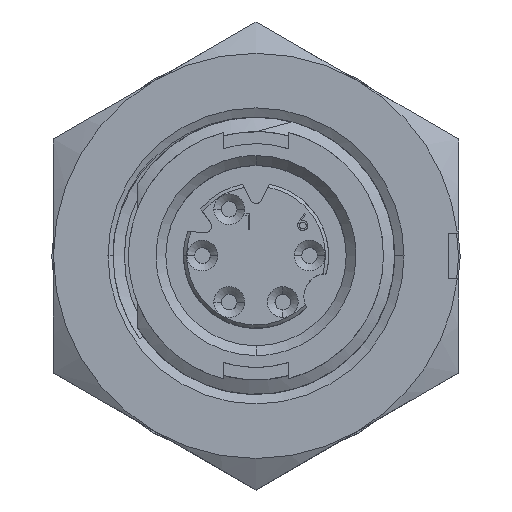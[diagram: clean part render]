
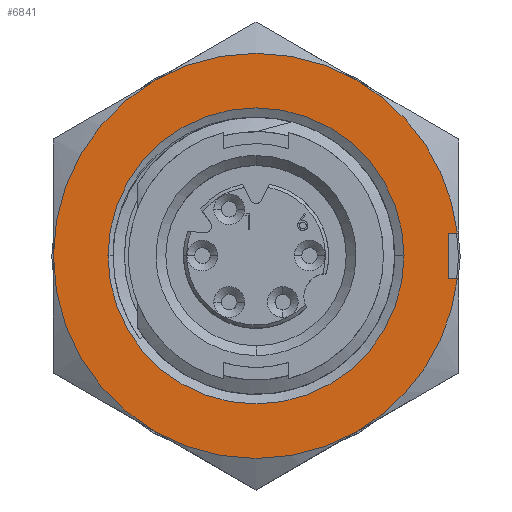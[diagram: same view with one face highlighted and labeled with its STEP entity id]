
A CAD part, top view. The second image highlights one B-rep face of the part: STEP entity #6841.
In plain terms, the highlighted planar face has unit normal (0, 0, 1).
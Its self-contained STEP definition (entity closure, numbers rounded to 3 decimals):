
#495 = CIRCLE ( 'NONE', #23287, 7.874 ) ;
#496 = CIRCLE ( 'NONE', #23289, 7.874 ) ;
#498 = CIRCLE ( 'NONE', #23298, 7.874 ) ;
#499 = CIRCLE ( 'NONE', #23302, 7.874 ) ;
#502 = CIRCLE ( 'NONE', #23316, 5.753 ) ;
#505 = CIRCLE ( 'NONE', #23325, 5.753 ) ;
#507 = CIRCLE ( 'NONE', #23344, 7.874 ) ;
#508 = CIRCLE ( 'NONE', #23336, 7.874 ) ;
#2039 = ORIENTED_EDGE ( 'NONE', *, *, #6412, .F. ) ;
#2041 = ORIENTED_EDGE ( 'NONE', *, *, #6415, .T. ) ;
#2117 = ORIENTED_EDGE ( 'NONE', *, *, #6438, .F. ) ;
#2124 = ORIENTED_EDGE ( 'NONE', *, *, #6511, .T. ) ;
#2163 = ORIENTED_EDGE ( 'NONE', *, *, #6529, .F. ) ;
#2165 = ORIENTED_EDGE ( 'NONE', *, *, #6533, .F. ) ;
#2206 = ORIENTED_EDGE ( 'NONE', *, *, #6454, .F. ) ;
#2217 = ORIENTED_EDGE ( 'NONE', *, *, #6424, .T. ) ;
#2230 = ORIENTED_EDGE ( 'NONE', *, *, #6404, .F. ) ;
#2331 = ORIENTED_EDGE ( 'NONE', *, *, #6477, .F. ) ;
#2378 = ORIENTED_EDGE ( 'NONE', *, *, #6499, .F. ) ;
#3650 = EDGE_LOOP ( 'NONE', ( #2217, #2124, #2039, #2163, #2230, #2117, #2206, #2165, #2041 ) ) ;
#3759 = EDGE_LOOP ( 'NONE', ( #2331, #2378 ) ) ;
#3894 = VERTEX_POINT ( 'NONE', #13216 ) ;
#3898 = VERTEX_POINT ( 'NONE', #13219 ) ;
#3900 = VERTEX_POINT ( 'NONE', #13221 ) ;
#3901 = VERTEX_POINT ( 'NONE', #13222 ) ;
#3902 = VERTEX_POINT ( 'NONE', #13223 ) ;
#3905 = VERTEX_POINT ( 'NONE', #13226 ) ;
#3906 = VERTEX_POINT ( 'NONE', #13227 ) ;
#3916 = VERTEX_POINT ( 'NONE', #13237 ) ;
#3920 = VERTEX_POINT ( 'NONE', #13241 ) ;
#6285 = VERTEX_POINT ( 'NONE', #15215 ) ;
#6390 = VERTEX_POINT ( 'NONE', #15243 ) ;
#6404 = EDGE_CURVE ( 'NONE', #3916, #3902, #495, .T. ) ;
#6412 = EDGE_CURVE ( 'NONE', #3905, #3894, #496, .T. ) ;
#6415 = EDGE_CURVE ( 'NONE', #3900, #3906, #15385, .T. ) ;
#6424 = EDGE_CURVE ( 'NONE', #3906, #3901, #15603, .T. ) ;
#6438 = EDGE_CURVE ( 'NONE', #3920, #3916, #498, .T. ) ;
#6454 = EDGE_CURVE ( 'NONE', #3898, #3920, #499, .T. ) ;
#6477 = EDGE_CURVE ( 'NONE', #6285, #6390, #502, .T. ) ;
#6499 = EDGE_CURVE ( 'NONE', #6390, #6285, #505, .T. ) ;
#6511 = EDGE_CURVE ( 'NONE', #3901, #3894, #16446, .T. ) ;
#6529 = EDGE_CURVE ( 'NONE', #3902, #3905, #507, .T. ) ;
#6533 = EDGE_CURVE ( 'NONE', #3900, #3898, #508, .T. ) ;
#6841 = ADVANCED_FACE ( 'NONE', ( #23424, #23426 ), #17295, .F. ) ;
#13216 = CARTESIAN_POINT ( 'NONE',  ( 7.824, 0.889, 8.016 ) ) ;
#13219 = CARTESIAN_POINT ( 'NONE',  ( 3.937, -6.819, 8.016 ) ) ;
#13221 = CARTESIAN_POINT ( 'NONE',  ( 7.824, -0.889, 8.016 ) ) ;
#13222 = CARTESIAN_POINT ( 'NONE',  ( 7.493, 0.889, 8.016 ) ) ;
#13223 = CARTESIAN_POINT ( 'NONE',  ( -3.937, 6.819, 8.016 ) ) ;
#13226 = CARTESIAN_POINT ( 'NONE',  ( 3.937, 6.819, 8.016 ) ) ;
#13227 = CARTESIAN_POINT ( 'NONE',  ( 7.493, -0.889, 8.016 ) ) ;
#13237 = CARTESIAN_POINT ( 'NONE',  ( -7.874, 0., 8.016 ) ) ;
#13241 = CARTESIAN_POINT ( 'NONE',  ( -3.937, -6.819, 8.016 ) ) ;
#15215 = CARTESIAN_POINT ( 'NONE',  ( 5.753, 0., 8.016 ) ) ;
#15243 = CARTESIAN_POINT ( 'NONE',  ( -5.753, 0., 8.016 ) ) ;
#15299 = CARTESIAN_POINT ( 'NONE',  ( 0., 0., 8.016 ) ) ;
#15303 = DIRECTION ( 'NONE',  ( 0., 0., -1. ) ) ;
#15304 = DIRECTION ( 'NONE',  ( -1., 0., 0. ) ) ;
#15372 = CARTESIAN_POINT ( 'NONE',  ( 0., 0., 8.016 ) ) ;
#15373 = DIRECTION ( 'NONE',  ( 0., 0., -1. ) ) ;
#15374 = DIRECTION ( 'NONE',  ( 0., 1., 0. ) ) ;
#15385 = LINE ( 'NONE', #15386, #23291 ) ;
#15386 = CARTESIAN_POINT ( 'NONE',  ( 8.938, -0.889, 8.016 ) ) ;
#15387 = DIRECTION ( 'NONE',  ( -1., 0., 0. ) ) ;
#15603 = LINE ( 'NONE', #15604, #23295 ) ;
#15604 = CARTESIAN_POINT ( 'NONE',  ( 7.493, 0.889, 8.016 ) ) ;
#15605 = DIRECTION ( 'NONE',  ( 0., 1., 0. ) ) ;
#15717 = CARTESIAN_POINT ( 'NONE',  ( 0., 0., 8.016 ) ) ;
#15724 = DIRECTION ( 'NONE',  ( 0., 0., -1. ) ) ;
#15725 = DIRECTION ( 'NONE',  ( -1., 0., 0. ) ) ;
#16044 = CARTESIAN_POINT ( 'NONE',  ( 0., 0., 8.016 ) ) ;
#16045 = DIRECTION ( 'NONE',  ( 0., 0., -1. ) ) ;
#16046 = DIRECTION ( 'NONE',  ( 0., 1., 0. ) ) ;
#16183 = CARTESIAN_POINT ( 'NONE',  ( 0., 0., 8.016 ) ) ;
#16184 = DIRECTION ( 'NONE',  ( 0., 0., 1. ) ) ;
#16185 = DIRECTION ( 'NONE',  ( 1., 0., 0. ) ) ;
#16335 = CARTESIAN_POINT ( 'NONE',  ( 0., 0., 8.016 ) ) ;
#16336 = DIRECTION ( 'NONE',  ( 0., 0., 1. ) ) ;
#16337 = DIRECTION ( 'NONE',  ( 1., 0., 0. ) ) ;
#16446 = LINE ( 'NONE', #16447, #23333 ) ;
#16447 = CARTESIAN_POINT ( 'NONE',  ( 8.938, 0.889, 8.016 ) ) ;
#16448 = DIRECTION ( 'NONE',  ( 1., 0., 0. ) ) ;
#16669 = CARTESIAN_POINT ( 'NONE',  ( 0., 0., 8.016 ) ) ;
#16670 = DIRECTION ( 'NONE',  ( 0., 0., -1. ) ) ;
#16671 = DIRECTION ( 'NONE',  ( -1., 0., 0. ) ) ;
#16701 = CARTESIAN_POINT ( 'NONE',  ( 0., 0., 8.016 ) ) ;
#16708 = DIRECTION ( 'NONE',  ( 0., 0., -1. ) ) ;
#16709 = DIRECTION ( 'NONE',  ( -1., 0., 0. ) ) ;
#17295 = PLANE ( 'NONE',  #23429 ) ;
#17296 = CARTESIAN_POINT ( 'NONE',  ( -15.748, 0., 8.016 ) ) ;
#17297 = DIRECTION ( 'NONE',  ( 0., 0., -1. ) ) ;
#17298 = DIRECTION ( 'NONE',  ( -1., 0., 0. ) ) ;
#23287 = AXIS2_PLACEMENT_3D ( 'NONE', #15299, #15303, #15304 ) ;
#23289 = AXIS2_PLACEMENT_3D ( 'NONE', #15372, #15373, #15374 ) ;
#23291 = VECTOR ( 'NONE', #15387, 1000. ) ;
#23295 = VECTOR ( 'NONE', #15605, 1000. ) ;
#23298 = AXIS2_PLACEMENT_3D ( 'NONE', #15717, #15724, #15725 ) ;
#23302 = AXIS2_PLACEMENT_3D ( 'NONE', #16044, #16045, #16046 ) ;
#23316 = AXIS2_PLACEMENT_3D ( 'NONE', #16183, #16184, #16185 ) ;
#23325 = AXIS2_PLACEMENT_3D ( 'NONE', #16335, #16336, #16337 ) ;
#23333 = VECTOR ( 'NONE', #16448, 1000. ) ;
#23336 = AXIS2_PLACEMENT_3D ( 'NONE', #16701, #16708, #16709 ) ;
#23344 = AXIS2_PLACEMENT_3D ( 'NONE', #16669, #16670, #16671 ) ;
#23424 = FACE_BOUND ( 'NONE', #3759, .T. ) ;
#23426 = FACE_OUTER_BOUND ( 'NONE', #3650, .T. ) ;
#23429 = AXIS2_PLACEMENT_3D ( 'NONE', #17296, #17297, #17298 ) ;
